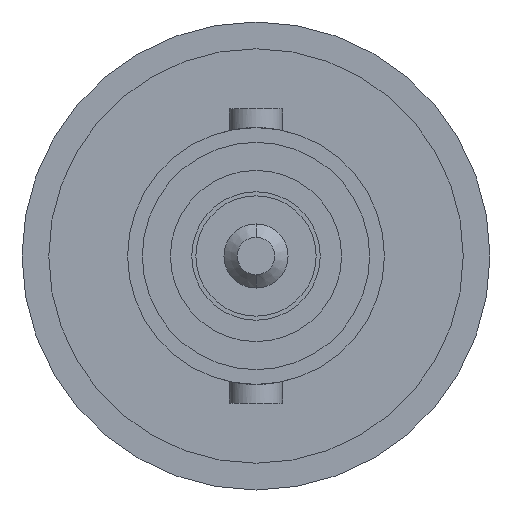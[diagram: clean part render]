
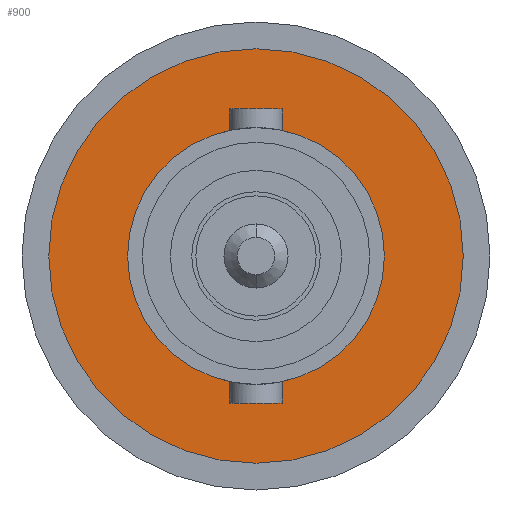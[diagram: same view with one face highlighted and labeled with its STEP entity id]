
A CAD part, left-side view. The second image highlights one B-rep face of the part: STEP entity #900.
In plain terms, the highlighted planar face has unit normal (-1, 0, 0).
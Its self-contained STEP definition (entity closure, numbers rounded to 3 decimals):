
#79 = FACE_BOUND ( 'NONE', #2397, .T. ) ;
#126 = EDGE_CURVE ( 'NONE', #1785, #843, #3018, .T. ) ;
#202 = EDGE_CURVE ( 'NONE', #2367, #456, #2169, .T. ) ;
#281 = ORIENTED_EDGE ( 'NONE', *, *, #2900, .T. ) ;
#292 = AXIS2_PLACEMENT_3D ( 'NONE', #703, #2398, #1686 ) ;
#456 = VERTEX_POINT ( 'NONE', #1205 ) ;
#591 = CIRCLE ( 'NONE', #1725, 7.75 ) ;
#703 = CARTESIAN_POINT ( 'NONE',  ( 142.32, 105., 0. ) ) ;
#745 = CIRCLE ( 'NONE', #2727, 4.8 ) ;
#827 = ORIENTED_EDGE ( 'NONE', *, *, #1154, .T. ) ;
#843 = VERTEX_POINT ( 'NONE', #2639 ) ;
#856 = DIRECTION ( 'NONE',  ( 0., 0., 1. ) ) ;
#857 = DIRECTION ( 'NONE',  ( -1., 0., 0. ) ) ;
#889 = EDGE_LOOP ( 'NONE', ( #2087, #827 ) ) ;
#900 = ADVANCED_FACE ( 'NONE', ( #79, #2565 ), #2151, .T. ) ;
#1154 = EDGE_CURVE ( 'NONE', #843, #1785, #591, .T. ) ;
#1205 = CARTESIAN_POINT ( 'NONE',  ( 142.32, 105., 4.8 ) ) ;
#1206 = CARTESIAN_POINT ( 'NONE',  ( 142.32, 105., 0. ) ) ;
#1227 = DIRECTION ( 'NONE',  ( 0., 0., 1. ) ) ;
#1271 = CARTESIAN_POINT ( 'NONE',  ( 142.32, 105., -4.8 ) ) ;
#1686 = DIRECTION ( 'NONE',  ( 0., 0., 1. ) ) ;
#1725 = AXIS2_PLACEMENT_3D ( 'NONE', #2089, #857, #2580 ) ;
#1768 = ORIENTED_EDGE ( 'NONE', *, *, #202, .T. ) ;
#1785 = VERTEX_POINT ( 'NONE', #2218 ) ;
#1814 = DIRECTION ( 'NONE',  ( 0., 0., 1. ) ) ;
#1934 = DIRECTION ( 'NONE',  ( -1., 0., 0. ) ) ;
#2015 = DIRECTION ( 'NONE',  ( 1., 0., 0. ) ) ;
#2087 = ORIENTED_EDGE ( 'NONE', *, *, #126, .T. ) ;
#2089 = CARTESIAN_POINT ( 'NONE',  ( 142.32, 105., 0. ) ) ;
#2151 = PLANE ( 'NONE',  #292 ) ;
#2169 = CIRCLE ( 'NONE', #2493, 4.8 ) ;
#2218 = CARTESIAN_POINT ( 'NONE',  ( 142.32, 105., -7.75 ) ) ;
#2241 = AXIS2_PLACEMENT_3D ( 'NONE', #1206, #1934, #1227 ) ;
#2276 = CARTESIAN_POINT ( 'NONE',  ( 142.32, 105., 0. ) ) ;
#2367 = VERTEX_POINT ( 'NONE', #1271 ) ;
#2397 = EDGE_LOOP ( 'NONE', ( #281, #1768 ) ) ;
#2398 = DIRECTION ( 'NONE',  ( -1., 0., 0. ) ) ;
#2493 = AXIS2_PLACEMENT_3D ( 'NONE', #3090, #2828, #856 ) ;
#2565 = FACE_OUTER_BOUND ( 'NONE', #889, .T. ) ;
#2580 = DIRECTION ( 'NONE',  ( 0., 0., 1. ) ) ;
#2639 = CARTESIAN_POINT ( 'NONE',  ( 142.32, 105., 7.75 ) ) ;
#2727 = AXIS2_PLACEMENT_3D ( 'NONE', #2276, #2015, #1814 ) ;
#2828 = DIRECTION ( 'NONE',  ( 1., 0., 0. ) ) ;
#2900 = EDGE_CURVE ( 'NONE', #456, #2367, #745, .T. ) ;
#3018 = CIRCLE ( 'NONE', #2241, 7.75 ) ;
#3090 = CARTESIAN_POINT ( 'NONE',  ( 142.32, 105., 0. ) ) ;
